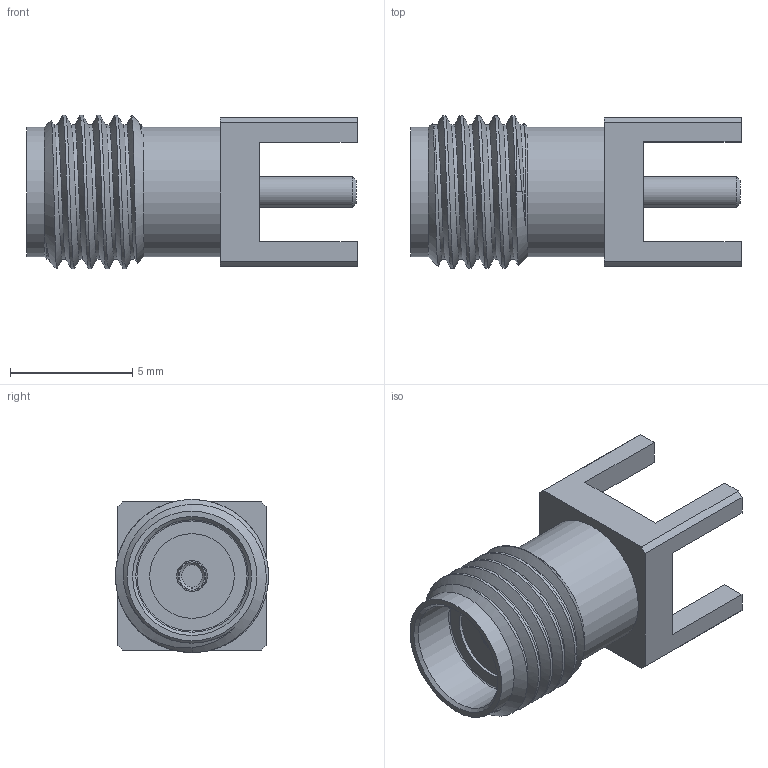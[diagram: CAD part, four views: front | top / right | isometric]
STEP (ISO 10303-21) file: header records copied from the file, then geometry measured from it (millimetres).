
FILE_DESCRIPTION( ( 'STEP AP214' ), '1' );
FILE_NAME( 'psolqas_6120_4.stp', '2020-05-06T21:29:57', ( 'License CC BY-ND 4.0' ), ( 'CADENAS' ), ' ', 'PARTsolutions', ' ' );
FILE_SCHEMA( ( 'AUTOMOTIVE_DESIGN { 1 0 10303 214 1 1 1 1 }' ) );
Length unit declared in the file: metre
Products named in the file (1): 1
Bounding box: 13.5 x 6.25 x 6.26 mm (x, y, z)
Volume: 233.9 mm3; surface area: 430.3 mm2
Topology: 1 solids, 1 shells, 58 faces, 191 edges, 141 vertices
Faces by surface type: plane 30, cylinder 16, cone 9, bspline 2, torus 1
Full cylindrical faces by diameter (mm): 1.27 x2, 3.46 x1, 4.6 x1, 5.3 x2
Entity records: 4505 total; most frequent: CARTESIAN_POINT 3023, ORIENTED_EDGE 332, DIRECTION 250, EDGE_CURVE 166, VERTEX_POINT 130, AXIS2_PLACEMENT_3D 91, EDGE_LOOP 74, LINE 68
